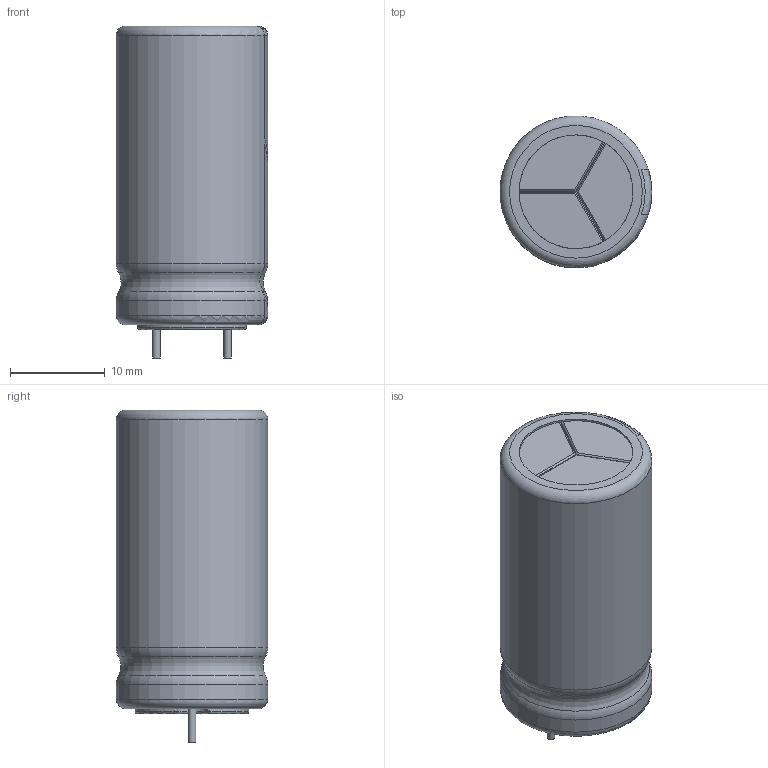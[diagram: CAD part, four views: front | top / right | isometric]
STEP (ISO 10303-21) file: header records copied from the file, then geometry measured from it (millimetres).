
FILE_DESCRIPTION((' '),'2;1');
FILE_NAME( 'CAPPRD750W80D1600H3150.stp', '2022-09-09T16:11:34', (' '), ('--- Datakit www.datakit.com---'), ' Datakit CrossCadWare V2022.3 Jun 15 2022', 'DATAKIT 2022 (c)', ' ');
FILE_SCHEMA(('AP242_MANAGED_MODEL_BASED_3D_ENGINEERING_MIM_LF { 1 0 10303 442 1 1 4 }'));
Length unit declared in the file: millimetre
Products named in the file (1): CAPPRD750W80D1600H3150
Bounding box: 15.99 x 15.98 x 35 mm (x, y, z)
Volume: 2955.4 mm3; surface area: 3355.6 mm2
Topology: 1 solids, 2 shells, 116 faces, 290 edges, 178 vertices
Faces by surface type: plane 52, cylinder 31, torus 20, bspline 9, sphere 4
Full cylindrical faces by diameter (mm): 0.8 x2, 12 x2, 16 x1
Entity records: 4949 total; most frequent: CARTESIAN_POINT 2157, ORIENTED_EDGE 552, DIRECTION 531, EDGE_CURVE 276, AXIS2_PLACEMENT_3D 210, VERTEX_POINT 174, EDGE_LOOP 126, FACE_OUTER_BOUND 116
